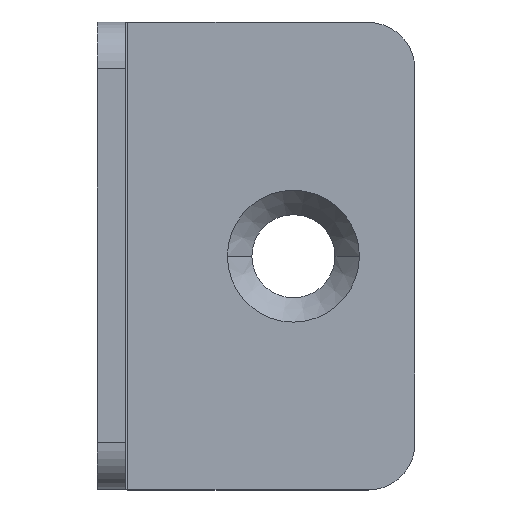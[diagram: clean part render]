
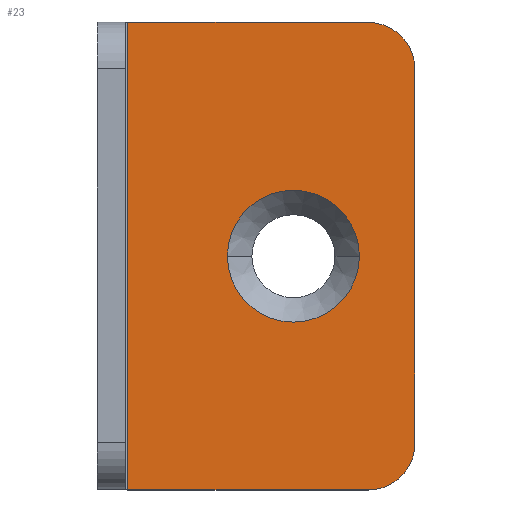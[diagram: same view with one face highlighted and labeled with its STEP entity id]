
A CAD part, top view. The second image highlights one B-rep face of the part: STEP entity #23.
In plain terms, the highlighted planar face has unit normal (0, 0, 1).
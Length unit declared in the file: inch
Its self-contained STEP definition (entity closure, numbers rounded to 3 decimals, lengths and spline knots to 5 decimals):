
#23 = ADVANCED_FACE ( 'NONE', ( #226, #492 ), #135, .F. ) ;
#28 = CARTESIAN_POINT ( 'NONE',  ( 0.57087, 0.39357, 0.05906 ) ) ;
#29 = CARTESIAN_POINT ( 'NONE',  ( 0.66929, -0.39357, 0.05906 ) ) ;
#36 = DIRECTION ( 'NONE',  ( 0., 0., 1. ) ) ;
#44 = VERTEX_POINT ( 'NONE', #374 ) ;
#50 = VERTEX_POINT ( 'NONE', #29 ) ;
#68 = VECTOR ( 'NONE', #355, 39.37008 ) ;
#73 = AXIS2_PLACEMENT_3D ( 'NONE', #132, #602, #490 ) ;
#85 = EDGE_CURVE ( 'NONE', #109, #50, #255, .T. ) ;
#87 = CARTESIAN_POINT ( 'NONE',  ( 0.66929, 0.39357, 0.05906 ) ) ;
#109 = VERTEX_POINT ( 'NONE', #87 ) ;
#115 = ORIENTED_EDGE ( 'NONE', *, *, #514, .T. ) ;
#117 = CARTESIAN_POINT ( 'NONE',  ( 0.41339, 0., 0.05906 ) ) ;
#119 = CARTESIAN_POINT ( 'NONE',  ( 0.06496, -0.492, 0.05906 ) ) ;
#126 = EDGE_CURVE ( 'NONE', #109, #297, #634, .T. ) ;
#127 = DIRECTION ( 'NONE',  ( 0., 0., 1. ) ) ;
#132 = CARTESIAN_POINT ( 'NONE',  ( 0.06496, 0.492, 0.05906 ) ) ;
#134 = EDGE_LOOP ( 'NONE', ( #511, #454 ) ) ;
#135 = PLANE ( 'NONE',  #73 ) ;
#170 = DIRECTION ( 'NONE',  ( 0., 0., 1. ) ) ;
#205 = CIRCLE ( 'NONE', #284, 0.13883 ) ;
#226 = FACE_BOUND ( 'NONE', #134, .T. ) ;
#234 = VECTOR ( 'NONE', #709, 39.37008 ) ;
#255 = LINE ( 'NONE', #308, #234 ) ;
#283 = DIRECTION ( 'NONE',  ( 1., 0., 0. ) ) ;
#284 = AXIS2_PLACEMENT_3D ( 'NONE', #413, #127, #539 ) ;
#286 = VECTOR ( 'NONE', #290, 39.37008 ) ;
#290 = DIRECTION ( 'NONE',  ( 0., -1., 0. ) ) ;
#296 = CARTESIAN_POINT ( 'NONE',  ( 0.06496, -0.492, 0.05906 ) ) ;
#297 = VERTEX_POINT ( 'NONE', #384 ) ;
#302 = EDGE_CURVE ( 'NONE', #44, #50, #362, .T. ) ;
#308 = CARTESIAN_POINT ( 'NONE',  ( 0.66929, 0.492, 0.05906 ) ) ;
#311 = DIRECTION ( 'NONE',  ( -1., 0., 0. ) ) ;
#316 = LINE ( 'NONE', #581, #286 ) ;
#325 = VERTEX_POINT ( 'NONE', #495 ) ;
#351 = DIRECTION ( 'NONE',  ( 1., 0., 0. ) ) ;
#355 = DIRECTION ( 'NONE',  ( 1., 0., 0. ) ) ;
#362 = CIRCLE ( 'NONE', #663, 0.09843 ) ;
#365 = DIRECTION ( 'NONE',  ( 0., 0., 1. ) ) ;
#374 = CARTESIAN_POINT ( 'NONE',  ( 0.57087, -0.492, 0.05906 ) ) ;
#380 = CARTESIAN_POINT ( 'NONE',  ( 0.57087, -0.39357, 0.05906 ) ) ;
#384 = CARTESIAN_POINT ( 'NONE',  ( 0.57087, 0.492, 0.05906 ) ) ;
#399 = LINE ( 'NONE', #586, #68 ) ;
#408 = CARTESIAN_POINT ( 'NONE',  ( 0.55221, 0., 0.05906 ) ) ;
#413 = CARTESIAN_POINT ( 'NONE',  ( 0.41339, 0., 0.05906 ) ) ;
#426 = ORIENTED_EDGE ( 'NONE', *, *, #720, .F. ) ;
#434 = DIRECTION ( 'NONE',  ( -1., 0., 0. ) ) ;
#454 = ORIENTED_EDGE ( 'NONE', *, *, #474, .F. ) ;
#456 = ORIENTED_EDGE ( 'NONE', *, *, #126, .T. ) ;
#474 = EDGE_CURVE ( 'NONE', #584, #559, #632, .T. ) ;
#490 = DIRECTION ( 'NONE',  ( -1., 0., 0. ) ) ;
#492 = FACE_OUTER_BOUND ( 'NONE', #687, .T. ) ;
#495 = CARTESIAN_POINT ( 'NONE',  ( 0.06496, 0.492, 0.05906 ) ) ;
#505 = EDGE_CURVE ( 'NONE', #639, #44, #509, .T. ) ;
#509 = LINE ( 'NONE', #119, #587 ) ;
#511 = ORIENTED_EDGE ( 'NONE', *, *, #708, .F. ) ;
#514 = EDGE_CURVE ( 'NONE', #325, #639, #316, .T. ) ;
#534 = AXIS2_PLACEMENT_3D ( 'NONE', #28, #365, #311 ) ;
#539 = DIRECTION ( 'NONE',  ( 1., 0., 0. ) ) ;
#559 = VERTEX_POINT ( 'NONE', #408 ) ;
#570 = ORIENTED_EDGE ( 'NONE', *, *, #302, .T. ) ;
#581 = CARTESIAN_POINT ( 'NONE',  ( 0.06496, 0.492, 0.05906 ) ) ;
#584 = VERTEX_POINT ( 'NONE', #679 ) ;
#586 = CARTESIAN_POINT ( 'NONE',  ( 0.06496, 0.492, 0.05906 ) ) ;
#587 = VECTOR ( 'NONE', #283, 39.37008 ) ;
#602 = DIRECTION ( 'NONE',  ( 0., 0., -1. ) ) ;
#618 = ORIENTED_EDGE ( 'NONE', *, *, #505, .T. ) ;
#632 = CIRCLE ( 'NONE', #726, 0.13883 ) ;
#634 = CIRCLE ( 'NONE', #534, 0.09843 ) ;
#639 = VERTEX_POINT ( 'NONE', #296 ) ;
#663 = AXIS2_PLACEMENT_3D ( 'NONE', #380, #36, #434 ) ;
#679 = CARTESIAN_POINT ( 'NONE',  ( 0.27456, 0., 0.05906 ) ) ;
#687 = EDGE_LOOP ( 'NONE', ( #618, #570, #704, #456, #426, #115 ) ) ;
#704 = ORIENTED_EDGE ( 'NONE', *, *, #85, .F. ) ;
#708 = EDGE_CURVE ( 'NONE', #559, #584, #205, .T. ) ;
#709 = DIRECTION ( 'NONE',  ( 0., -1., 0. ) ) ;
#720 = EDGE_CURVE ( 'NONE', #325, #297, #399, .T. ) ;
#726 = AXIS2_PLACEMENT_3D ( 'NONE', #117, #170, #351 ) ;
